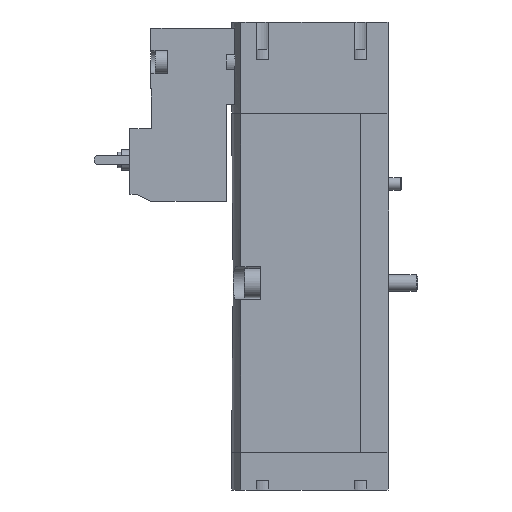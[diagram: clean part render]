
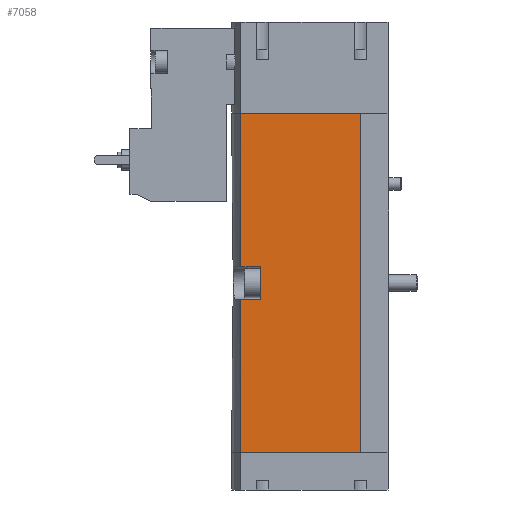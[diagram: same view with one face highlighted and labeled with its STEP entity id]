
A CAD part, left-side view. The second image highlights one B-rep face of the part: STEP entity #7058.
In plain terms, the highlighted planar face has unit normal (-1, 0, 0).
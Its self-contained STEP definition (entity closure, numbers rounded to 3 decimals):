
#266=LINE('',#9951,#708);
#267=LINE('',#9965,#709);
#269=LINE('',#9983,#711);
#270=LINE('',#9985,#712);
#271=LINE('',#9987,#713);
#272=LINE('',#9988,#714);
#273=LINE('',#9990,#715);
#274=LINE('',#9992,#716);
#275=LINE('',#9994,#717);
#708=VECTOR('',#8279,1000.);
#709=VECTOR('',#8284,1000.);
#711=VECTOR('',#8294,1000.);
#712=VECTOR('',#8295,1000.);
#713=VECTOR('',#8296,1000.);
#714=VECTOR('',#8297,1000.);
#715=VECTOR('',#8298,1000.);
#716=VECTOR('',#8299,1000.);
#717=VECTOR('',#8300,1000.);
#1291=ORIENTED_EDGE('',*,*,#2750,.T.);
#1292=ORIENTED_EDGE('',*,*,#2760,.T.);
#1293=ORIENTED_EDGE('',*,*,#2761,.F.);
#1294=ORIENTED_EDGE('',*,*,#2762,.F.);
#1295=ORIENTED_EDGE('',*,*,#2754,.T.);
#1296=ORIENTED_EDGE('',*,*,#2763,.F.);
#1297=ORIENTED_EDGE('',*,*,#2764,.F.);
#1298=ORIENTED_EDGE('',*,*,#2765,.F.);
#1299=ORIENTED_EDGE('',*,*,#2766,.F.);
#2750=EDGE_CURVE('',#3479,#3478,#266,.T.);
#2754=EDGE_CURVE('',#3483,#3482,#267,.T.);
#2760=EDGE_CURVE('',#3478,#3488,#269,.T.);
#2761=EDGE_CURVE('',#3489,#3488,#270,.T.);
#2762=EDGE_CURVE('',#3483,#3489,#271,.T.);
#2763=EDGE_CURVE('',#3490,#3482,#272,.T.);
#2764=EDGE_CURVE('',#3491,#3490,#273,.T.);
#2765=EDGE_CURVE('',#3492,#3491,#274,.T.);
#2766=EDGE_CURVE('',#3479,#3492,#275,.T.);
#3478=VERTEX_POINT('',#9950);
#3479=VERTEX_POINT('',#9952);
#3482=VERTEX_POINT('',#9964);
#3483=VERTEX_POINT('',#9966);
#3488=VERTEX_POINT('',#9984);
#3489=VERTEX_POINT('',#9986);
#3490=VERTEX_POINT('',#9989);
#3491=VERTEX_POINT('',#9991);
#3492=VERTEX_POINT('',#9993);
#4109=EDGE_LOOP('',(#1291,#1292,#1293,#1294,#1295,#1296,#1297,#1298,#1299));
#4469=FACE_BOUND('',#4109,.T.);
#4813=PLANE('',#7482);
#7058=ADVANCED_FACE('',(#4469),#4813,.F.);
#7482=AXIS2_PLACEMENT_3D('',#9982,#8292,#8293);
#8279=DIRECTION('',(0.,0.,-1.));
#8284=DIRECTION('',(0.,0.,-1.));
#8292=DIRECTION('',(1.,0.,0.));
#8293=DIRECTION('',(0.,0.,-1.));
#8294=DIRECTION('',(0.,-1.,0.));
#8295=DIRECTION('',(0.,0.,-1.));
#8296=DIRECTION('',(0.,-1.,0.));
#8297=DIRECTION('',(0.,1.,0.));
#8298=DIRECTION('',(0.,0.,1.));
#8299=DIRECTION('',(0.,0.,1.));
#8300=DIRECTION('',(0.,-1.,0.));
#9950=CARTESIAN_POINT('',(-13.,35.77,-40.9));
#9951=CARTESIAN_POINT('',(-13.,35.77,41.));
#9952=CARTESIAN_POINT('',(-13.,35.77,-4.));
#9964=CARTESIAN_POINT('',(-13.,35.77,4.));
#9965=CARTESIAN_POINT('',(-13.,35.77,41.));
#9966=CARTESIAN_POINT('',(-13.,35.77,40.9));
#9982=CARTESIAN_POINT('',(-13.,35.77,41.));
#9983=CARTESIAN_POINT('',(-13.,35.77,-40.9));
#9984=CARTESIAN_POINT('',(-13.,6.85,-40.9));
#9985=CARTESIAN_POINT('',(-13.,6.85,41.));
#9986=CARTESIAN_POINT('',(-13.,6.85,40.9));
#9987=CARTESIAN_POINT('',(-13.,35.77,40.9));
#9988=CARTESIAN_POINT('',(-13.,35.77,4.));
#9989=CARTESIAN_POINT('',(-13.,31.,4.));
#9990=CARTESIAN_POINT('',(-13.,31.,41.));
#9991=CARTESIAN_POINT('',(-13.,31.,0.));
#9992=CARTESIAN_POINT('',(-13.,31.,41.));
#9993=CARTESIAN_POINT('',(-13.,31.,-4.));
#9994=CARTESIAN_POINT('',(-13.,35.77,-4.));
